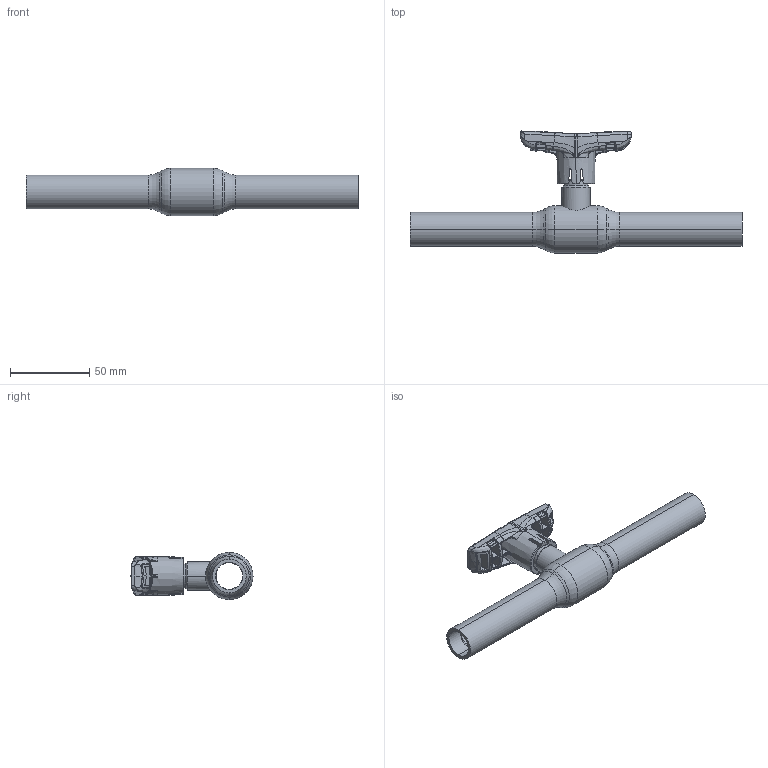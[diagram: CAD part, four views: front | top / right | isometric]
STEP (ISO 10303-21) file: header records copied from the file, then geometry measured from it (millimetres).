
FILE_DESCRIPTION (( 'STEP AP214' ), '1' );
FILE_NAME ('1015003000-2401.step', '2023-09-15T10:41:22', ( '' ), ( '' ), 'SwSTEP 2.0', 'SolidWorks 2021', '' );
FILE_SCHEMA (( 'AUTOMOTIVE_DESIGN' ));
Length unit declared in the file: millimetre
Products named in the file (1): 1015003000-2401
Bounding box: 210 x 77.19 x 30 mm (x, y, z)
Surface area: 33616 mm2 (no closed solid volume)
Topology: 0 solids, 4 shells, 654 faces, 1926 edges, 1183 vertices
Faces by surface type: bspline 536, plane 43, cylinder 32, cone 19, torus 17, sphere 7
Entity records: 51315 total; most frequent: CARTESIAN_POINT 31560, ORIENTED_EDGE 3327, EDGE_CURVE 1920, B_SPLINE_CURVE_WITH_KNOTS 1354, DIRECTION 1220, VERTEX_POINT 1183, EDGE_LOOP 660, UNCERTAINTY_MEASURE_WITH_UNIT 656
